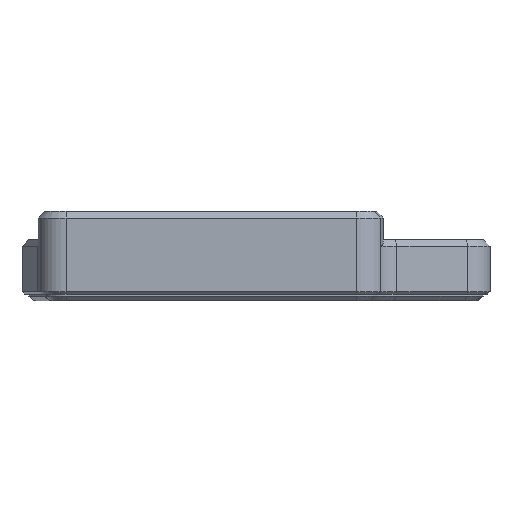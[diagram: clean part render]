
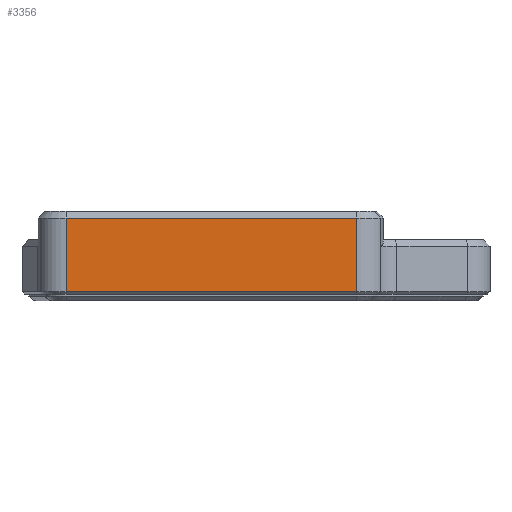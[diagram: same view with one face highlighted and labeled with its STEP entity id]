
A CAD part, left-side view. The second image highlights one B-rep face of the part: STEP entity #3356.
In plain terms, the highlighted planar face has unit normal (-1, 0, 0).
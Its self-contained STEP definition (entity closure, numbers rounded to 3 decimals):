
#3299=CARTESIAN_POINT('',(-12.656,-40.059,-2.2));
#3300=VERTEX_POINT('',#3299);
#3308=CARTESIAN_POINT('',(-12.656,-40.059,11.55));
#3309=VERTEX_POINT('',#3308);
#3310=CARTESIAN_POINT('',(-12.656,-40.059,-2.2));
#3311=DIRECTION('',(0.,0.,1.));
#3312=VECTOR('',#3311,13.75);
#3313=LINE('',#3310,#3312);
#3314=EDGE_CURVE('',#3300,#3309,#3313,.T.);
#3326=CARTESIAN_POINT('',(-12.656,-67.255,-2.7));
#3327=DIRECTION('',(-1.,0.,0.));
#3328=DIRECTION('',(0.,0.,1.));
#3329=AXIS2_PLACEMENT_3D('',#3326,#3327,#3328);
#3330=PLANE('',#3329);
#3331=ORIENTED_EDGE('',*,*,#3314,.F.);
#3332=CARTESIAN_POINT('',(-12.656,-94.451,-2.2));
#3333=VERTEX_POINT('',#3332);
#3334=CARTESIAN_POINT('',(-12.656,-40.059,-2.2));
#3335=DIRECTION('',(0.,-1.,0.));
#3336=VECTOR('',#3335,54.392);
#3337=LINE('',#3334,#3336);
#3338=EDGE_CURVE('',#3300,#3333,#3337,.T.);
#3339=ORIENTED_EDGE('',*,*,#3338,.T.);
#3340=CARTESIAN_POINT('',(-12.656,-94.451,11.55));
#3341=VERTEX_POINT('',#3340);
#3342=CARTESIAN_POINT('',(-12.656,-94.451,-2.2));
#3343=DIRECTION('',(-0.,-0.,1.));
#3344=VECTOR('',#3343,13.75);
#3345=LINE('',#3342,#3344);
#3346=EDGE_CURVE('',#3333,#3341,#3345,.T.);
#3347=ORIENTED_EDGE('',*,*,#3346,.T.);
#3348=CARTESIAN_POINT('',(-12.656,-94.451,11.55));
#3349=DIRECTION('',(0.,1.,0.));
#3350=VECTOR('',#3349,54.392);
#3351=LINE('',#3348,#3350);
#3352=EDGE_CURVE('',#3341,#3309,#3351,.T.);
#3353=ORIENTED_EDGE('',*,*,#3352,.T.);
#3354=EDGE_LOOP('',(#3331,#3339,#3347,#3353));
#3355=FACE_BOUND('',#3354,.T.);
#3356=ADVANCED_FACE('',(#3355),#3330,.T.);
